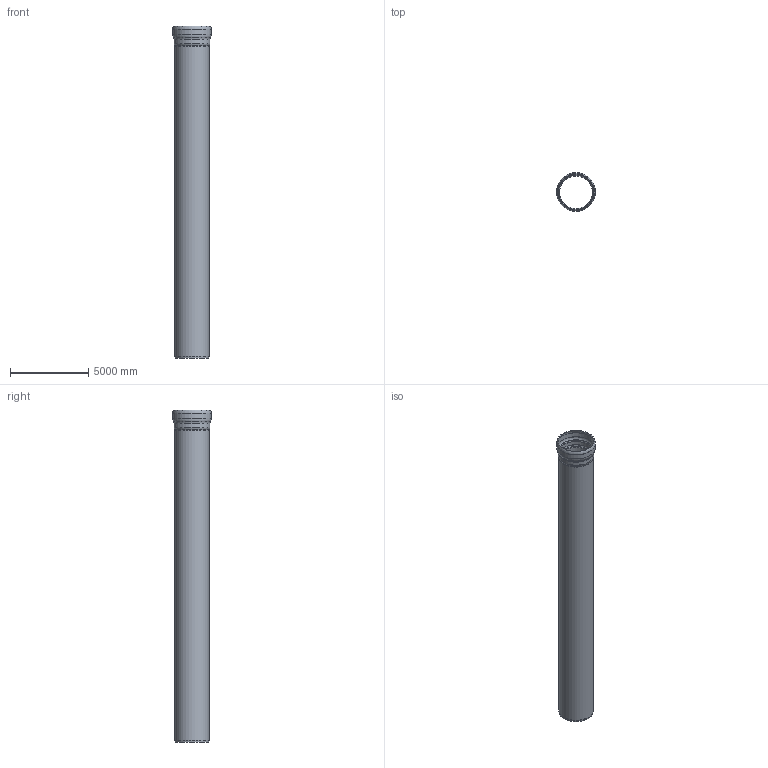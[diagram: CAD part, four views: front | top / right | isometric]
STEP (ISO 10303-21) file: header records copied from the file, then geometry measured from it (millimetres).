
FILE_DESCRIPTION(/* description */ (''),/* implementation_level */ '2;1');
FILE_NAME(/* name */ '01101.200O_3D.stp',/* time_stamp */ '2025-09-08T11:43:13+02:00',/* author */ ('N.Hausmann'),/* organization */ (''),/* preprocessor_version */ 'ST-DEVELOPER v20',/* originating_system */ 'AutoCAD Mechanical',/* authorisation */ '');
FILE_SCHEMA (('AUTOMOTIVE_DESIGN { 1 0 10303 214 3 1 1 }'));
Length unit declared in the file: centimetre
Products named in the file (2): Product; *S0
Assembly tree (1 placements, depth 2):
  Product
    *S0
Bounding box: 2468 x 2468 x 21200 mm (x, y, z)
Volume: 4201850873.9 mm3; surface area: 290190084.9 mm2
Topology: 1 solids, 1 shells, 24 faces, 68 edges, 44 vertices
Faces by surface type: torus 10, cone 8, cylinder 6
Full cylindrical faces by diameter (mm): 2132 x1, 2190 x1, 2240 x1, 2298 x1, 2410 x1, 2468 x1
Entity records: 861 total; most frequent: DIRECTION 176, CARTESIAN_POINT 139, ORIENTED_EDGE 136, AXIS2_PLACEMENT_3D 81, EDGE_CURVE 68, CIRCLE 54, VERTEX_POINT 44, FACE_OUTER_BOUND 24
